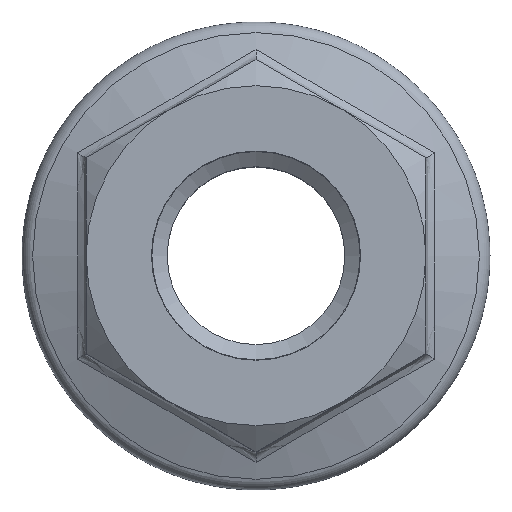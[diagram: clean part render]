
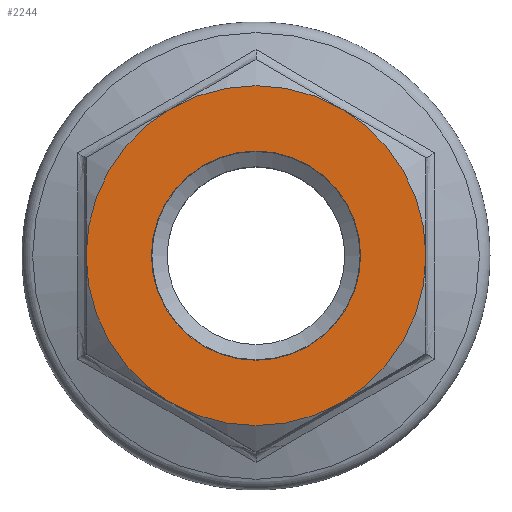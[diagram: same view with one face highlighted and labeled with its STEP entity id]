
A CAD part, top view. The second image highlights one B-rep face of the part: STEP entity #2244.
In plain terms, the highlighted planar face has unit normal (0, 0, 1).
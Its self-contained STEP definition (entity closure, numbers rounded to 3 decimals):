
#4 = DIRECTION ( 'NONE',  ( 0., 0., -1. ) ) ;
#334 = CARTESIAN_POINT ( 'NONE',  ( 4., 0., 0. ) ) ;
#497 = DIRECTION ( 'NONE',  ( -1., 0., 0. ) ) ;
#523 = ORIENTED_EDGE ( 'NONE', *, *, #804, .F. ) ;
#611 = CARTESIAN_POINT ( 'NONE',  ( -3.25, 5.629, 0. ) ) ;
#674 = DIRECTION ( 'NONE',  ( -1., 0., 0. ) ) ;
#753 = ORIENTED_EDGE ( 'NONE', *, *, #912, .T. ) ;
#778 = CIRCLE ( 'NONE', #4371, 6.5 ) ;
#779 = DIRECTION ( 'NONE',  ( 0., 0., -1. ) ) ;
#782 = DIRECTION ( 'NONE',  ( 0., 0., -1. ) ) ;
#804 = EDGE_CURVE ( 'NONE', #6245, #6072, #867, .T. ) ;
#867 = CIRCLE ( 'NONE', #1949, 6.5 ) ;
#912 = EDGE_CURVE ( 'NONE', #5468, #6072, #778, .T. ) ;
#1099 = CARTESIAN_POINT ( 'NONE',  ( -6.5, 0., 0. ) ) ;
#1222 = ORIENTED_EDGE ( 'NONE', *, *, #1826, .F. ) ;
#1241 = CARTESIAN_POINT ( 'NONE',  ( 0., 0., 0. ) ) ;
#1770 = DIRECTION ( 'NONE',  ( 1., 0., 0. ) ) ;
#1826 = EDGE_CURVE ( 'NONE', #5546, #2753, #6863, .T. ) ;
#1830 = DIRECTION ( 'NONE',  ( -1., 0., 0. ) ) ;
#1864 = AXIS2_PLACEMENT_3D ( 'NONE', #3649, #4, #4270 ) ;
#1880 = CARTESIAN_POINT ( 'NONE',  ( 0., 0., 0. ) ) ;
#1949 = AXIS2_PLACEMENT_3D ( 'NONE', #5971, #5946, #5920 ) ;
#2021 = CARTESIAN_POINT ( 'NONE',  ( 3.25, -5.629, 0. ) ) ;
#2068 = DIRECTION ( 'NONE',  ( 0., 0., 1. ) ) ;
#2097 = CARTESIAN_POINT ( 'NONE',  ( 0., 0., 0. ) ) ;
#2244 = ADVANCED_FACE ( 'NONE', ( #5232, #5819 ), #2914, .F. ) ;
#2353 = CIRCLE ( 'NONE', #3456, 6.5 ) ;
#2486 = DIRECTION ( 'NONE',  ( 1., 0., 0. ) ) ;
#2496 = ORIENTED_EDGE ( 'NONE', *, *, #6662, .F. ) ;
#2642 = AXIS2_PLACEMENT_3D ( 'NONE', #4440, #779, #5049 ) ;
#2716 = AXIS2_PLACEMENT_3D ( 'NONE', #6207, #782, #674 ) ;
#2753 = VERTEX_POINT ( 'NONE', #5129 ) ;
#2806 = CIRCLE ( 'NONE', #1864, 6.5 ) ;
#2914 = PLANE ( 'NONE',  #6555 ) ;
#3053 = CARTESIAN_POINT ( 'NONE',  ( 6.5, 0., 0. ) ) ;
#3155 = EDGE_CURVE ( 'NONE', #4215, #6245, #2806, .T. ) ;
#3432 = ORIENTED_EDGE ( 'NONE', *, *, #3155, .F. ) ;
#3456 = AXIS2_PLACEMENT_3D ( 'NONE', #1241, #5517, #1830 ) ;
#3649 = CARTESIAN_POINT ( 'NONE',  ( 0., 0., 0. ) ) ;
#3707 = AXIS2_PLACEMENT_3D ( 'NONE', #1880, #6181, #2486 ) ;
#4166 = DIRECTION ( 'NONE',  ( 0., 0., -1. ) ) ;
#4215 = VERTEX_POINT ( 'NONE', #1099 ) ;
#4270 = DIRECTION ( 'NONE',  ( -1., 0., 0. ) ) ;
#4371 = AXIS2_PLACEMENT_3D ( 'NONE', #2097, #2068, #1770 ) ;
#4440 = CARTESIAN_POINT ( 'NONE',  ( 0., 0., 0. ) ) ;
#4774 = CIRCLE ( 'NONE', #2642, 6.5 ) ;
#5049 = DIRECTION ( 'NONE',  ( -1., 0., 0. ) ) ;
#5061 = EDGE_CURVE ( 'NONE', #5991, #5991, #6715, .T. ) ;
#5129 = CARTESIAN_POINT ( 'NONE',  ( -3.25, -5.629, 0. ) ) ;
#5232 = FACE_OUTER_BOUND ( 'NONE', #6803, .T. ) ;
#5468 = VERTEX_POINT ( 'NONE', #3053 ) ;
#5496 = EDGE_CURVE ( 'NONE', #5468, #5546, #4774, .T. ) ;
#5517 = DIRECTION ( 'NONE',  ( 0., 0., -1. ) ) ;
#5546 = VERTEX_POINT ( 'NONE', #2021 ) ;
#5819 = FACE_BOUND ( 'NONE', #7090, .T. ) ;
#5920 = DIRECTION ( 'NONE',  ( -1., 0., 0. ) ) ;
#5946 = DIRECTION ( 'NONE',  ( 0., 0., -1. ) ) ;
#5971 = CARTESIAN_POINT ( 'NONE',  ( 0., 0., 0. ) ) ;
#5991 = VERTEX_POINT ( 'NONE', #334 ) ;
#6072 = VERTEX_POINT ( 'NONE', #7608 ) ;
#6181 = DIRECTION ( 'NONE',  ( 0., 0., 1. ) ) ;
#6207 = CARTESIAN_POINT ( 'NONE',  ( 0., 0., 0. ) ) ;
#6245 = VERTEX_POINT ( 'NONE', #611 ) ;
#6555 = AXIS2_PLACEMENT_3D ( 'NONE', #6577, #4166, #497 ) ;
#6570 = ORIENTED_EDGE ( 'NONE', *, *, #5061, .F. ) ;
#6577 = CARTESIAN_POINT ( 'NONE',  ( 0., 7.506, 0. ) ) ;
#6662 = EDGE_CURVE ( 'NONE', #2753, #4215, #2353, .T. ) ;
#6715 = CIRCLE ( 'NONE', #3707, 4. ) ;
#6803 = EDGE_LOOP ( 'NONE', ( #3432, #2496, #1222, #7260, #753, #523 ) ) ;
#6863 = CIRCLE ( 'NONE', #2716, 6.5 ) ;
#7090 = EDGE_LOOP ( 'NONE', ( #6570 ) ) ;
#7260 = ORIENTED_EDGE ( 'NONE', *, *, #5496, .F. ) ;
#7608 = CARTESIAN_POINT ( 'NONE',  ( 3.25, 5.629, 0. ) ) ;
